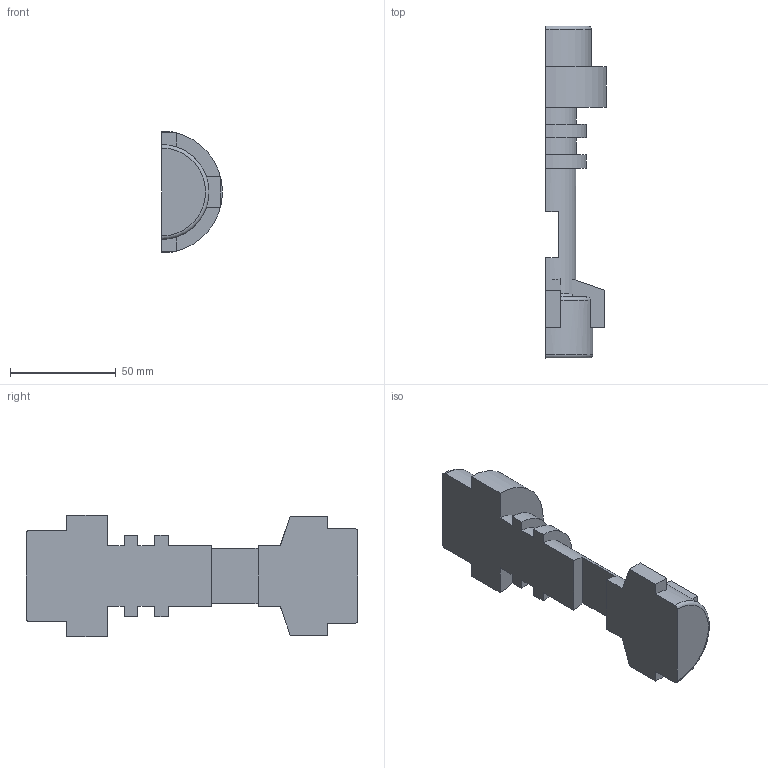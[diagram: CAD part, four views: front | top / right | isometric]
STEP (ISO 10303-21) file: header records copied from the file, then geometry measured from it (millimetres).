
FILE_DESCRIPTION (( 'STEP AP214' ), '1' );
FILE_NAME ('hilt1.STEP', '2025-05-05T03:26:35', ( '' ), ( '' ), 'SwSTEP 2.0', 'SolidWorks 2024', '' );
FILE_SCHEMA (( 'AUTOMOTIVE_DESIGN' ));
Length unit declared in the file: millimetre
Products named in the file (1): hilt1
Bounding box: 28.8 x 156.8 x 57.6 mm (x, y, z)
Volume: 95233.1 mm3; surface area: 20930.8 mm2
Topology: 1 solids, 1 shells, 42 faces, 120 edges, 80 vertices
Faces by surface type: plane 28, cylinder 8, torus 6
Entity records: 1486 total; most frequent: CARTESIAN_POINT 352, ORIENTED_EDGE 240, DIRECTION 230, EDGE_CURVE 120, VERTEX_POINT 80, AXIS2_PLACEMENT_3D 78, VECTOR 74, LINE 74
